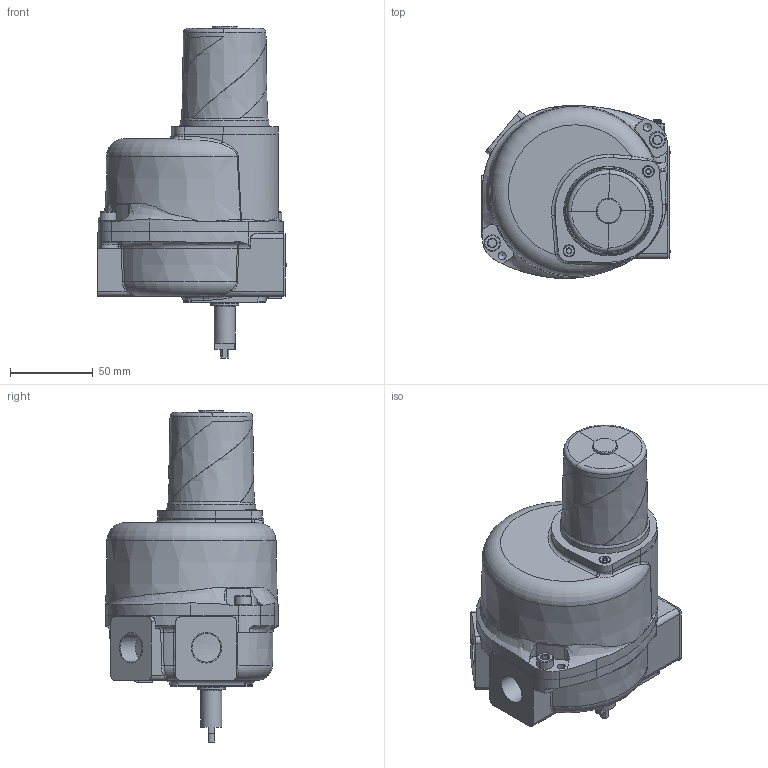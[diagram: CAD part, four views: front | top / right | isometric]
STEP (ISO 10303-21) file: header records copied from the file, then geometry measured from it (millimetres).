
FILE_DESCRIPTION(/* description */ (''),/* implementation_level */ '2;1');
FILE_NAME(/* name */ 'K1X-XXXXXXX.stp',/* time_stamp */ '2020-06-10T13:06:18-04:00',/* author */ ('sdehart'),/* organization */ (''),/* preprocessor_version */ 'ST-DEVELOPER v16.13',/* originating_system */ 'Autodesk Inventor 2018',/* authorisation */ '');
FILE_SCHEMA (('AUTOMOTIVE_DESIGN { 1 0 10303 214 3 1 1 }'));
Products named in the file (7): Assembly1; BASE_BLACK; BASE_RED; BASE_SST; LIF_NOTF_BLUE; LIF_NOTF_BLUE_1; LIF_NOTF_BLUE_2
Assembly tree (6 placements, depth 2):
  Assembly1
    BASE_BLACK
    BASE_RED
    BASE_SST
    LIF_NOTF_BLUE
    LIF_NOTF_BLUE_1
    LIF_NOTF_BLUE_2
Bounding box: 114.44 x 104.61 x 201.1 mm (x, y, z)
Surface area: 311892.3 mm2
Topology: 6 solids, 21 shells, 1751 faces, 4269 edges, 2614 vertices
Faces by surface type: plane 588, cylinder 464, cone 347, bspline 243, torus 82, sphere 27
Full cylindrical faces by diameter (mm): 1.524 x6, 1.725 x6, 2 x6, 4.134 x30, 4.917 x24, 5.2 x3, 5.294 x3, 5.3 x3, 6.5 x6, 6.6 x6, 7 x6, 7.2 x6, 10 x9, 12.7 x3, 15.1 x3, 17 x3, 17.475 x2, 18.5 x4, 54.35 x3, 56.8 x3, 94.945 x3, 99.363 x2, 99.4 x1
Entity records: 119601 total; most frequent: CARTESIAN_POINT 81253, ORIENTED_EDGE 7628, DIRECTION 7151, EDGE_CURVE 3808, AXIS2_PLACEMENT_3D 3027, VERTEX_POINT 2447, EDGE_LOOP 2084, FACE_OUTER_BOUND 1718
